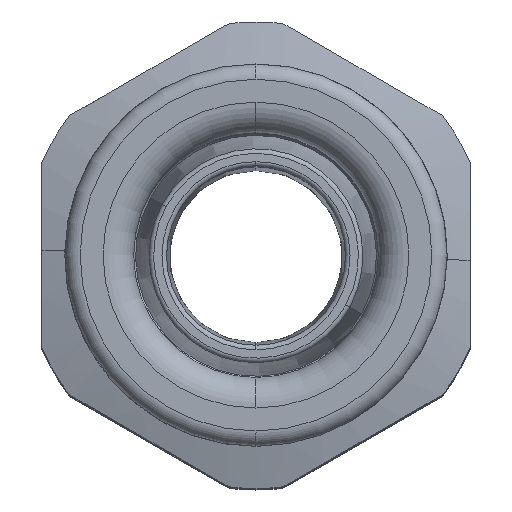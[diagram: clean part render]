
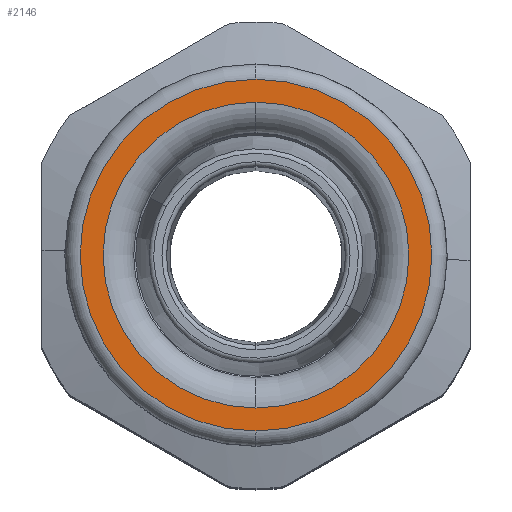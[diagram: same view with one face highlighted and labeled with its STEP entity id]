
A CAD part, top view. The second image highlights one B-rep face of the part: STEP entity #2146.
In plain terms, the highlighted planar face has unit normal (0, 0, 1).
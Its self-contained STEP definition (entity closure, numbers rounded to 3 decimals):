
#2040=AXIS2_PLACEMENT_3D('Circle Axis2P3D',#2038,#2039,$) ;
#2064=AXIS2_PLACEMENT_3D('Circle Axis2P3D',#2062,#2063,$) ;
#2122=AXIS2_PLACEMENT_3D('Plane Axis2P3D',#2119,#2120,#2121) ;
#2126=AXIS2_PLACEMENT_3D('Circle Axis2P3D',#2124,#2125,$) ;
#2135=AXIS2_PLACEMENT_3D('Circle Axis2P3D',#2133,#2134,$) ;
#2035=CARTESIAN_POINT('Vertex',(14.,25.25,82.4)) ;
#2038=CARTESIAN_POINT('Axis2P3D Location',(14.,15.25,82.4)) ;
#2042=CARTESIAN_POINT('Vertex',(14.,5.25,82.4)) ;
#2062=CARTESIAN_POINT('Axis2P3D Location',(14.,15.25,82.4)) ;
#2119=CARTESIAN_POINT('Axis2P3D Location',(14.,15.25,82.4)) ;
#2124=CARTESIAN_POINT('Axis2P3D Location',(14.,15.25,82.4)) ;
#2128=CARTESIAN_POINT('Vertex',(14.,26.75,82.4)) ;
#2130=CARTESIAN_POINT('Vertex',(14.,3.75,82.4)) ;
#2133=CARTESIAN_POINT('Axis2P3D Location',(14.,15.25,82.4)) ;
#2039=DIRECTION('Axis2P3D Direction',(0.,0.,1.)) ;
#2063=DIRECTION('Axis2P3D Direction',(0.,0.,1.)) ;
#2120=DIRECTION('Axis2P3D Direction',(0.,0.,1.)) ;
#2121=DIRECTION('Axis2P3D XDirection',(0.,1.,0.)) ;
#2125=DIRECTION('Axis2P3D Direction',(0.,0.,1.)) ;
#2134=DIRECTION('Axis2P3D Direction',(0.,0.,1.)) ;
#2139=ORIENTED_EDGE('',*,*,#2132,.T.) ;
#2140=ORIENTED_EDGE('',*,*,#2137,.T.) ;
#2143=ORIENTED_EDGE('',*,*,#2066,.F.) ;
#2144=ORIENTED_EDGE('',*,*,#2044,.F.) ;
#2145=FACE_BOUND('',#2142,.T.) ;
#2146=ADVANCED_FACE('PartBody',(#2141,#2145),#2123,.T.) ;
#2041=CIRCLE('generated circle',#2040,10.) ;
#2065=CIRCLE('generated circle',#2064,10.) ;
#2127=CIRCLE('generated circle',#2126,11.5) ;
#2136=CIRCLE('generated circle',#2135,11.5) ;
#2044=EDGE_CURVE('',#2036,#2043,#2041,.T.) ;
#2066=EDGE_CURVE('',#2043,#2036,#2065,.T.) ;
#2132=EDGE_CURVE('',#2129,#2131,#2127,.T.) ;
#2137=EDGE_CURVE('',#2131,#2129,#2136,.T.) ;
#2138=EDGE_LOOP('',(#2139,#2140)) ;
#2142=EDGE_LOOP('',(#2143,#2144)) ;
#2141=FACE_OUTER_BOUND('',#2138,.T.) ;
#2123=PLANE('',#2122) ;
#2036=VERTEX_POINT('',#2035) ;
#2043=VERTEX_POINT('',#2042) ;
#2129=VERTEX_POINT('',#2128) ;
#2131=VERTEX_POINT('',#2130) ;
